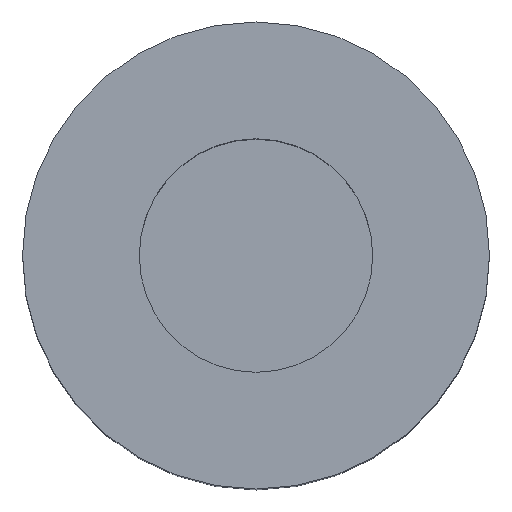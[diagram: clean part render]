
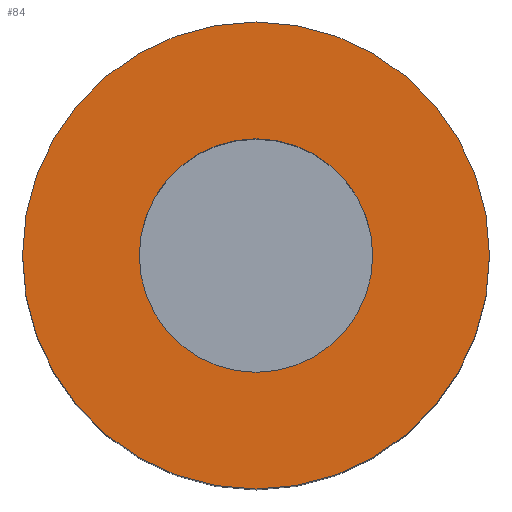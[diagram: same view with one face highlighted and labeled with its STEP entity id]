
A CAD part, top view. The second image highlights one B-rep face of the part: STEP entity #84.
In plain terms, the highlighted planar face has unit normal (0, 0, 1).
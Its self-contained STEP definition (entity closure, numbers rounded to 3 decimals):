
#21=PLANE($,#100);
#25=FACE_BOUND($,#43,.T.);
#32=FACE_OUTER_BOUND($,#42,.T.);
#42=EDGE_LOOP($,(#72));
#43=EDGE_LOOP($,(#73));
#48=CIRCLE($,#94,3.);
#50=CIRCLE($,#98,6.);
#54=VERTEX_POINT($,#138);
#56=VERTEX_POINT($,#144);
#60=EDGE_CURVE($,#54,#54,#48,.T.);
#62=EDGE_CURVE($,#56,#56,#50,.T.);
#72=ORIENTED_EDGE($,*,*,#62,.T.);
#73=ORIENTED_EDGE($,*,*,#60,.T.);
#84=ADVANCED_FACE($,(#32,#25),#21,.T.);
#94=AXIS2_PLACEMENT_3D($,#139,#114,#115);
#98=AXIS2_PLACEMENT_3D($,#145,#122,#123);
#100=AXIS2_PLACEMENT_3D($,#148,#126,#127);
#114=DIRECTION('center_axis',(0.,0.,-1.));
#115=DIRECTION('ref_axis',(-1.,0.,0.));
#122=DIRECTION('center_axis',(0.,0.,1.));
#123=DIRECTION('ref_axis',(-1.,0.,0.));
#126=DIRECTION('center_axis',(0.,0.,1.));
#127=DIRECTION('ref_axis',(1.,0.,0.));
#138=CARTESIAN_POINT('',(3.,0.,30.));
#139=CARTESIAN_POINT('Origin',(0.,0.,30.));
#144=CARTESIAN_POINT('',(6.,0.,30.));
#145=CARTESIAN_POINT('Origin',(0.,0.,30.));
#148=CARTESIAN_POINT('Origin',(0.,0.,
30.));
